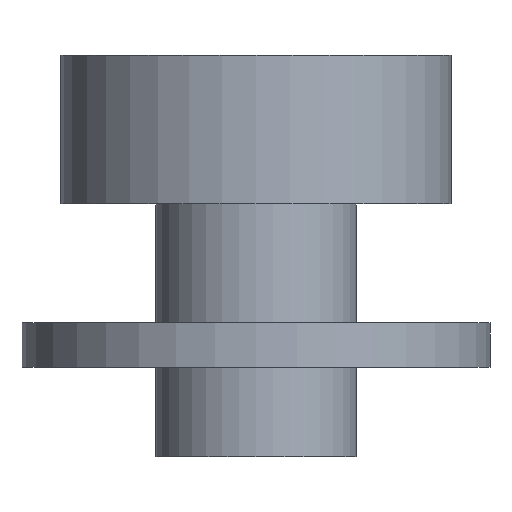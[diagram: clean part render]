
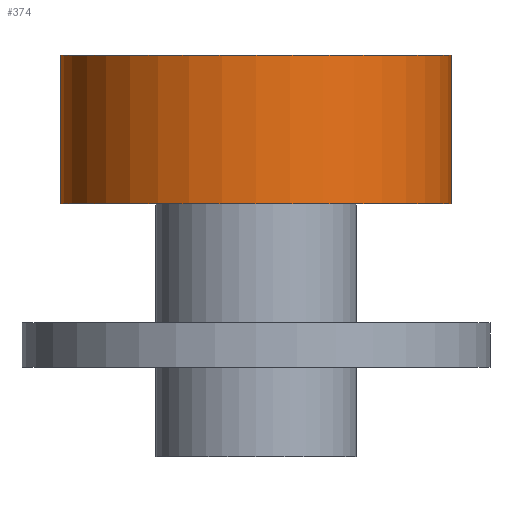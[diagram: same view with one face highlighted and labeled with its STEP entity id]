
A CAD part, front view. The second image highlights one B-rep face of the part: STEP entity #374.
In plain terms, the highlighted cylindrical face has radius 13.15 mm (diameter 26.3 mm), a full revolution.
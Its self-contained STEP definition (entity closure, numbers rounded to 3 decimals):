
#65=FACE_OUTER_BOUND('',#90,.T.);
#90=EDGE_LOOP('',(#308,#309,#310,#311));
#129=LINE('',#667,#144);
#144=VECTOR('',#558,13.15);
#173=CIRCLE('',#446,13.15);
#174=CIRCLE('',#447,13.15);
#205=VERTEX_POINT('',#664);
#206=VERTEX_POINT('',#666);
#247=EDGE_CURVE('',#205,#205,#173,.T.);
#248=EDGE_CURVE('',#205,#206,#129,.T.);
#249=EDGE_CURVE('',#206,#206,#174,.T.);
#308=ORIENTED_EDGE('',*,*,#247,.F.);
#309=ORIENTED_EDGE('',*,*,#248,.T.);
#310=ORIENTED_EDGE('',*,*,#249,.F.);
#311=ORIENTED_EDGE('',*,*,#248,.F.);
#356=CYLINDRICAL_SURFACE('',#445,13.15);
#374=ADVANCED_FACE('',(#65),#356,.T.);
#445=AXIS2_PLACEMENT_3D('',#663,#554,#555);
#446=AXIS2_PLACEMENT_3D('',#665,#556,#557);
#447=AXIS2_PLACEMENT_3D('',#668,#559,#560);
#554=DIRECTION('center_axis',(0.,0.,-1.));
#555=DIRECTION('ref_axis',(-1.,0.,0.));
#556=DIRECTION('center_axis',(0.,0.,-1.));
#557=DIRECTION('ref_axis',(-1.,0.,0.));
#558=DIRECTION('',(0.,0.,1.));
#559=DIRECTION('center_axis',(0.,0.,1.));
#560=DIRECTION('ref_axis',(-1.,0.,0.));
#663=CARTESIAN_POINT('Origin',(0.,0.,5.));
#664=CARTESIAN_POINT('',(13.15,0.,-5.));
#665=CARTESIAN_POINT('Origin',(0.,0.,-5.));
#666=CARTESIAN_POINT('',(13.15,0.,5.));
#667=CARTESIAN_POINT('',(13.15,0.,5.));
#668=CARTESIAN_POINT('Origin',(0.,0.,5.));
